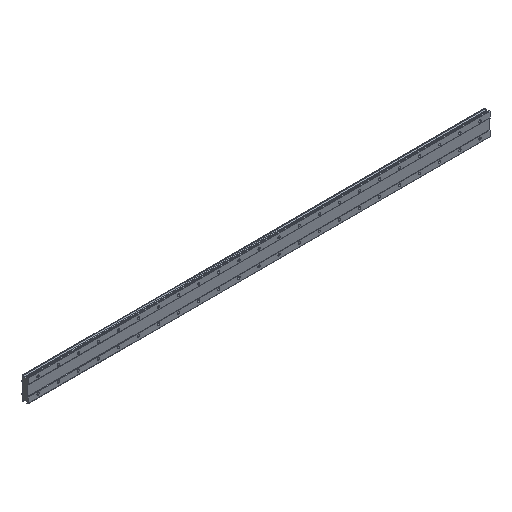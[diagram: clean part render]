
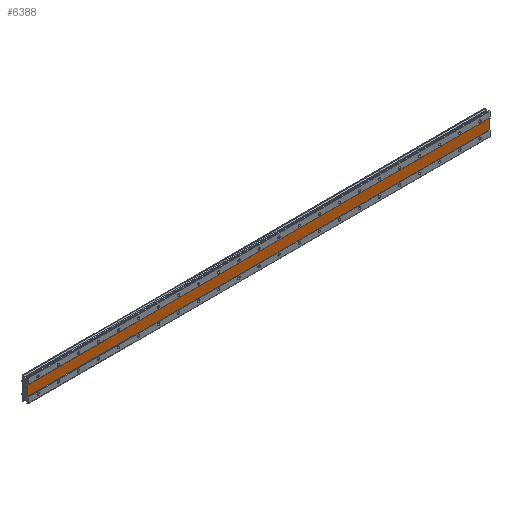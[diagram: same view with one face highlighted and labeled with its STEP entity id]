
A CAD part, isometric view. The second image highlights one B-rep face of the part: STEP entity #6388.
In plain terms, the highlighted planar face has unit normal (0, -1, 0).
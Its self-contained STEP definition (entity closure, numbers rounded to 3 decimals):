
#10 = DIRECTION ( 'NONE',  ( 0., 0., 1. ) ) ;
#160 = VECTOR ( 'NONE', #6625, 1000. ) ;
#161 = DIRECTION ( 'NONE',  ( 0., 0., -1. ) ) ;
#434 = LINE ( 'NONE', #3020, #7437 ) ;
#444 = PLANE ( 'NONE',  #2312 ) ;
#1298 = CARTESIAN_POINT ( 'NONE',  ( 1800., 1., -20. ) ) ;
#1646 = DIRECTION ( 'NONE',  ( -1., 0., 0. ) ) ;
#1711 = LINE ( 'NONE', #6914, #3660 ) ;
#1767 = CARTESIAN_POINT ( 'NONE',  ( -40., 1., 20. ) ) ;
#2110 = EDGE_CURVE ( 'NONE', #3258, #7441, #434, .T. ) ;
#2176 = CARTESIAN_POINT ( 'NONE',  ( -40., 1., 20. ) ) ;
#2312 = AXIS2_PLACEMENT_3D ( 'NONE', #2987, #5520, #10 ) ;
#2426 = VECTOR ( 'NONE', #161, 1000. ) ;
#2987 = CARTESIAN_POINT ( 'NONE',  ( 1800., 1., 20. ) ) ;
#3020 = CARTESIAN_POINT ( 'NONE',  ( 1800., 1., -20. ) ) ;
#3077 = ORIENTED_EDGE ( 'NONE', *, *, #7550, .F. ) ;
#3258 = VERTEX_POINT ( 'NONE', #1298 ) ;
#3660 = VECTOR ( 'NONE', #8168, 1000. ) ;
#4101 = CARTESIAN_POINT ( 'NONE',  ( -40., 1., -20. ) ) ;
#4312 = FACE_OUTER_BOUND ( 'NONE', #5014, .T. ) ;
#4427 = CARTESIAN_POINT ( 'NONE',  ( 1800., 1., 20. ) ) ;
#4815 = EDGE_CURVE ( 'NONE', #7441, #4889, #7879, .T. ) ;
#4833 = ORIENTED_EDGE ( 'NONE', *, *, #2110, .F. ) ;
#4887 = VERTEX_POINT ( 'NONE', #4427 ) ;
#4889 = VERTEX_POINT ( 'NONE', #1767 ) ;
#5014 = EDGE_LOOP ( 'NONE', ( #4833, #5424, #3077, #6218 ) ) ;
#5033 = EDGE_CURVE ( 'NONE', #4887, #3258, #7115, .T. ) ;
#5424 = ORIENTED_EDGE ( 'NONE', *, *, #5033, .F. ) ;
#5520 = DIRECTION ( 'NONE',  ( 0., 1., 0. ) ) ;
#6218 = ORIENTED_EDGE ( 'NONE', *, *, #4815, .F. ) ;
#6388 = ADVANCED_FACE ( 'NONE', ( #4312 ), #444, .F. ) ;
#6495 = CARTESIAN_POINT ( 'NONE',  ( 1800., 1., 20. ) ) ;
#6625 = DIRECTION ( 'NONE',  ( 0., 0., 1. ) ) ;
#6914 = CARTESIAN_POINT ( 'NONE',  ( 1800., 1., 20. ) ) ;
#7115 = LINE ( 'NONE', #6495, #2426 ) ;
#7437 = VECTOR ( 'NONE', #1646, 1000. ) ;
#7441 = VERTEX_POINT ( 'NONE', #4101 ) ;
#7550 = EDGE_CURVE ( 'NONE', #4889, #4887, #1711, .T. ) ;
#7879 = LINE ( 'NONE', #2176, #160 ) ;
#8168 = DIRECTION ( 'NONE',  ( 1., 0., 0. ) ) ;
